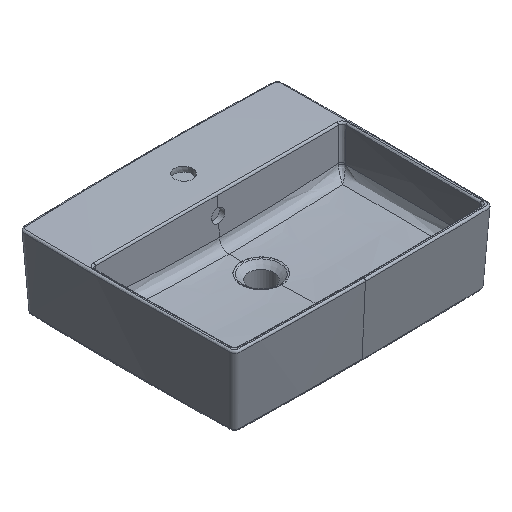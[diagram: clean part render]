
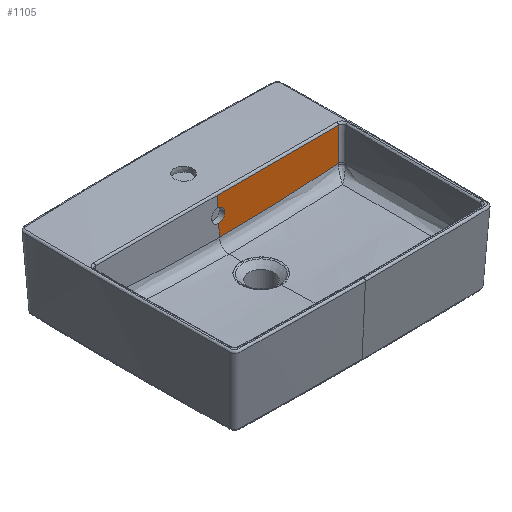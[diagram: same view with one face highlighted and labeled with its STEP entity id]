
A CAD part, isometric view. The second image highlights one B-rep face of the part: STEP entity #1105.
In plain terms, the highlighted planar face has unit normal (0, -0.998, 0.07).
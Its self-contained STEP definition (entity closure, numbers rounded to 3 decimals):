
#263=LINE('',#12948,#605);
#264=LINE('',#12961,#606);
#605=VECTOR('',#5203,1.);
#606=VECTOR('',#5204,1.);
#838=B_SPLINE_CURVE_WITH_KNOTS('',3,(#12039,#12040,#12041,#12042,#12043,
#12044,#12045,#12046,#12047,#12048,#12049,#12050,#12051,#12052,#12053,#12054,
#12055,#12056,#12057,#12058,#12059,#12060,#12061,#12062,#12063,#12064,#12065,
#12066,#12067,#12068,#12069,#12070,#12071),.UNSPECIFIED.,.F.,.F.,(4,1,1,
1,2,2,1,1,2,2,1,1,2,2,1,2,2,1,2,2,4),(0.,0.031,0.047,
0.055,0.059,0.062,0.094,
0.109,0.117,0.125,0.156,0.172,0.18,0.188,0.219,
0.234,0.25,0.375,0.438,0.5,1.),.UNSPECIFIED.);
#843=B_SPLINE_CURVE_WITH_KNOTS('',3,(#12963,#12964,#12965,#12966),
 .UNSPECIFIED.,.F.,.F.,(4,4),(0.,1.),.UNSPECIFIED.);
#844=B_SPLINE_CURVE_WITH_KNOTS('',3,(#12968,#12969,#12970,#12971,#12972,
#12973),.UNSPECIFIED.,.F.,.F.,(4,2,4),(0.,0.102,1.),
 .UNSPECIFIED.);
#1105=ADVANCED_FACE('',(#1401),#1167,.F.);
#1167=PLANE('',#4406);
#1401=FACE_OUTER_BOUND('',#1678,.T.);
#1678=EDGE_LOOP('',(#2814,#2815,#2816,#2817,#2818,#2819));
#2814=ORIENTED_EDGE('',*,*,#3288,.T.);
#2815=ORIENTED_EDGE('',*,*,#3852,.T.);
#2816=ORIENTED_EDGE('',*,*,#3845,.T.);
#2817=ORIENTED_EDGE('',*,*,#3853,.F.);
#2818=ORIENTED_EDGE('',*,*,#3854,.F.);
#2819=ORIENTED_EDGE('',*,*,#3849,.T.);
#2930=VERTEX_POINT('',#5270);
#2931=VERTEX_POINT('',#5271);
#3241=VERTEX_POINT('',#11066);
#3257=VERTEX_POINT('',#11670);
#3263=VERTEX_POINT('',#12949);
#3265=VERTEX_POINT('',#12967);
#3288=EDGE_CURVE('',#2931,#2930,#3898,.T.);
#3845=EDGE_CURVE('',#3257,#3241,#838,.T.);
#3849=EDGE_CURVE('',#3263,#2931,#263,.T.);
#3852=EDGE_CURVE('',#2930,#3257,#264,.T.);
#3853=EDGE_CURVE('',#3265,#3241,#843,.T.);
#3854=EDGE_CURVE('',#3263,#3265,#844,.T.);
#3898=CIRCLE('',#4085,12.5);
#4085=AXIS2_PLACEMENT_3D('',#5272,#4430,#4431);
#4406=AXIS2_PLACEMENT_3D('',#12974,#5207,#5208);
#4430=DIRECTION('',(0.,0.998,-0.07));
#4431=DIRECTION('',(1.,0.,0.));
#5203=DIRECTION('',(0.,-0.07,-0.998));
#5204=DIRECTION('',(0.,-0.07,-0.998));
#5207=DIRECTION('',(0.,0.998,-0.07));
#5208=DIRECTION('',(-1.,0.,0.));
#5270=CARTESIAN_POINT('',(0.,-138.355,-47.983));
#5271=CARTESIAN_POINT('',(0.,-136.611,-23.044));
#5272=CARTESIAN_POINT('',(0.,-137.483,-35.513));
#11066=CARTESIAN_POINT('',(228.362,-139.315,-61.702));
#11670=CARTESIAN_POINT('',(0.,-139.922,-70.381));
#12039=CARTESIAN_POINT('',(0.,-139.922,-70.381));
#12040=CARTESIAN_POINT('',(2.543,-139.921,-70.371));
#12041=CARTESIAN_POINT('',(6.237,-139.92,-70.354));
#12042=CARTESIAN_POINT('',(10.333,-139.918,-70.332));
#12043=CARTESIAN_POINT('',(12.327,-139.917,-70.32));
#12044=CARTESIAN_POINT('',(13.171,-139.917,-70.315));
#12045=CARTESIAN_POINT('',(13.731,-139.917,-70.312));
#12046=CARTESIAN_POINT('',(13.975,-139.917,-70.31));
#12047=CARTESIAN_POINT('',(16.783,-139.915,-70.293));
#12048=CARTESIAN_POINT('',(20.441,-139.914,-70.268));
#12049=CARTESIAN_POINT('',(24.557,-139.911,-70.234));
#12050=CARTESIAN_POINT('',(26.289,-139.91,-70.219));
#12051=CARTESIAN_POINT('',(27.437,-139.91,-70.209));
#12052=CARTESIAN_POINT('',(27.956,-139.909,-70.205));
#12053=CARTESIAN_POINT('',(31.043,-139.907,-70.176));
#12054=CARTESIAN_POINT('',(34.682,-139.905,-70.139));
#12055=CARTESIAN_POINT('',(38.809,-139.901,-70.091));
#12056=CARTESIAN_POINT('',(40.553,-139.9,-70.069));
#12057=CARTESIAN_POINT('',(41.711,-139.899,-70.055));
#12058=CARTESIAN_POINT('',(42.246,-139.898,-70.048));
#12059=CARTESIAN_POINT('',(45.313,-139.895,-70.008));
#12060=CARTESIAN_POINT('',(48.939,-139.892,-69.956));
#12061=CARTESIAN_POINT('',(52.483,-139.888,-69.899));
#12062=CARTESIAN_POINT('',(54.827,-139.885,-69.86));
#12063=CARTESIAN_POINT('',(55.95,-139.884,-69.84));
#12064=CARTESIAN_POINT('',(66.703,-139.87,-69.648));
#12065=CARTESIAN_POINT('',(81.012,-139.847,-69.322));
#12066=CARTESIAN_POINT('',(95.279,-139.817,-68.892));
#12067=CARTESIAN_POINT('',(104.78,-139.796,-68.583));
#12068=CARTESIAN_POINT('',(109.486,-139.784,-68.418));
#12069=CARTESIAN_POINT('',(152.525,-139.672,-66.806));
#12070=CARTESIAN_POINT('',(190.557,-139.519,-64.627));
#12071=CARTESIAN_POINT('',(228.362,-139.315,-61.702));
#12948=CARTESIAN_POINT('',(0.,-138.846,-55.));
#12949=CARTESIAN_POINT('',(0.,-135.215,-3.074));
#12961=CARTESIAN_POINT('',(0.,-138.846,-55.));
#12963=CARTESIAN_POINT('',(233.594,-135.223,-3.184));
#12964=CARTESIAN_POINT('',(232.428,-136.59,-22.737));
#12965=CARTESIAN_POINT('',(230.683,-137.955,-42.252));
#12966=CARTESIAN_POINT('',(228.362,-139.315,-61.702));
#12967=CARTESIAN_POINT('',(233.594,-135.223,-3.184));
#12968=CARTESIAN_POINT('',(0.,-135.215,-3.074));
#12969=CARTESIAN_POINT('',(7.918,-135.215,-3.074));
#12970=CARTESIAN_POINT('',(15.836,-135.215,-3.074));
#12971=CARTESIAN_POINT('',(93.7,-135.216,-3.082));
#12972=CARTESIAN_POINT('',(163.647,-135.218,-3.118));
#12973=CARTESIAN_POINT('',(233.594,-135.223,-3.184));
#12974=CARTESIAN_POINT('',(120.355,-135.,0.));
